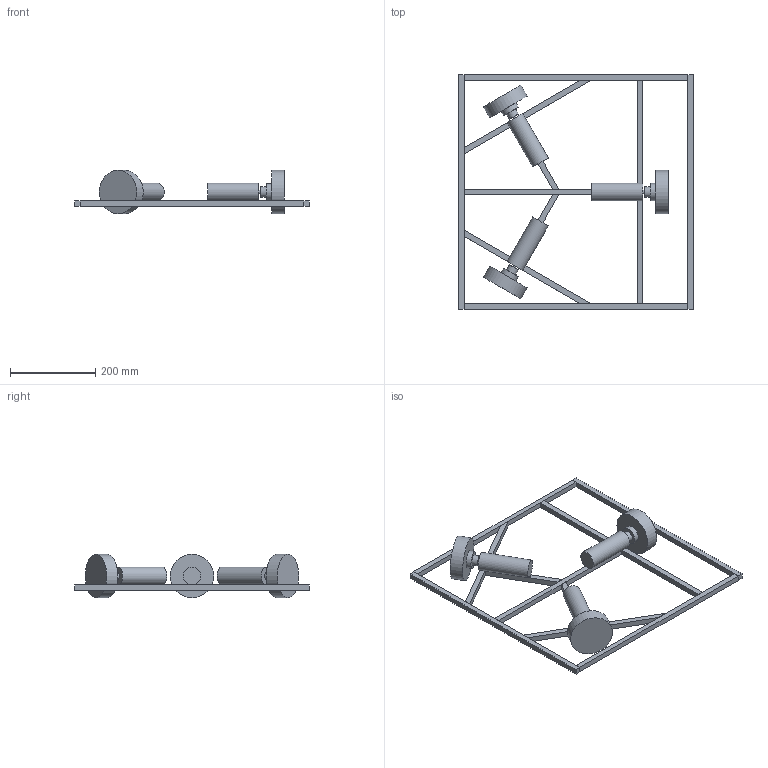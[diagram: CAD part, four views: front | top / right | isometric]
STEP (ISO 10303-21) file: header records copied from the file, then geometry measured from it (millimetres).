
FILE_DESCRIPTION(/* description */ (''),/* implementation_level */ '2;1');
FILE_NAME(/* name */ 'PR v6.step',/* time_stamp */ '2019-10-08T07:02:15+08:00',/* author */ (''),/* organization */ (''),/* preprocessor_version */ 'ST-DEVELOPER v18',/* originating_system */ 'Autodesk Translation Framework v8.6.0.1094',/* authorisation */ '');
FILE_SCHEMA (('AUTOMOTIVE_DESIGN { 1 0 10303 214 3 1 1 }'));
Length unit declared in the file: millimetre
Products named in the file (1): PR
Bounding box: 550 x 550 x 101.6 mm (x, y, z)
Volume: 1935444.5 mm3; surface area: 359972.3 mm2
Topology: 22 solids, 22 shells, 111 faces, 183 edges, 122 vertices
Faces by surface type: plane 90, cylinder 21
Full cylindrical faces by diameter (mm): 10 x6, 24 x6, 40 x3, 42 x3, 101.6 x3
Entity records: 2572 total; most frequent: DIRECTION 449, CARTESIAN_POINT 417, ORIENTED_EDGE 366, EDGE_CURVE 183, AXIS2_PLACEMENT_3D 154, LINE 141, VECTOR 141, EDGE_LOOP 123
